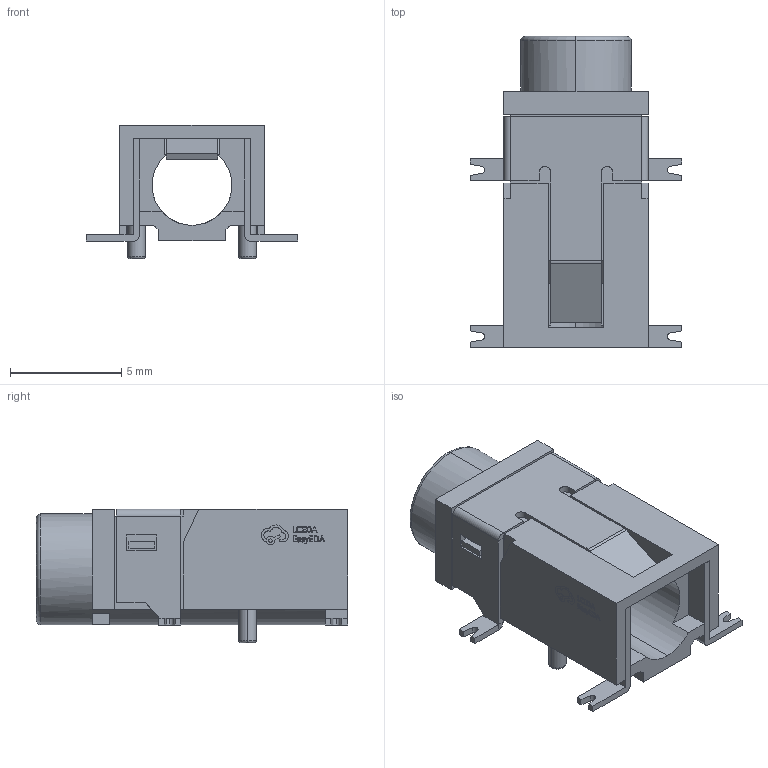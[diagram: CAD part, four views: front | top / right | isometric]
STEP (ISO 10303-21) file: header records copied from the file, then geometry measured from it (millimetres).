
FILE_DESCRIPTION (( 'STEP AP214' ), '1' );
FILE_NAME ('AUDIO-SMD_PJ-321A-4A.step', '2022-06-16T10:24:01', ( '' ), ( '' ), 'SwSTEP 2.0', 'SolidWorks 2020', '' );
FILE_SCHEMA (( 'AUTOMOTIVE_DESIGN' ));
Length unit declared in the file: millimetre
Products named in the file (1): AUDIO-SMD_PJ-321A-4A
Bounding box: 9.5 x 14 x 6 mm (x, y, z)
Volume: 253.2 mm3; surface area: 595.6 mm2
Topology: 3 solids, 3 shells, 408 faces, 1092 edges, 708 vertices
Faces by surface type: plane 278, bspline 98, cylinder 24, torus 8
Entity records: 17596 total; most frequent: CARTESIAN_POINT 3533, ORIENTED_EDGE 2184, DIRECTION 1582, EDGE_CURVE 1092, LINE 812, VECTOR 812, VERTEX_POINT 708, EDGE_LOOP 434
